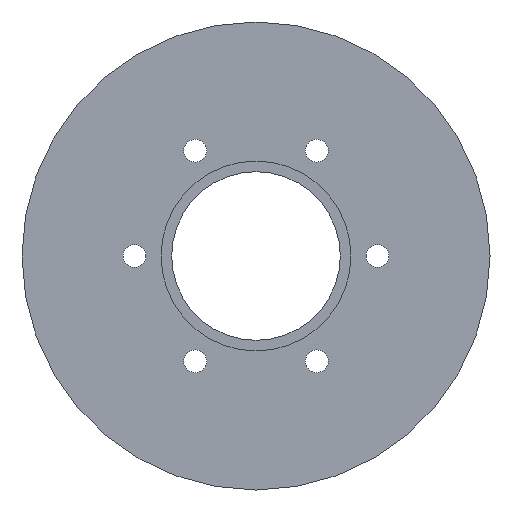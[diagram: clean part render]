
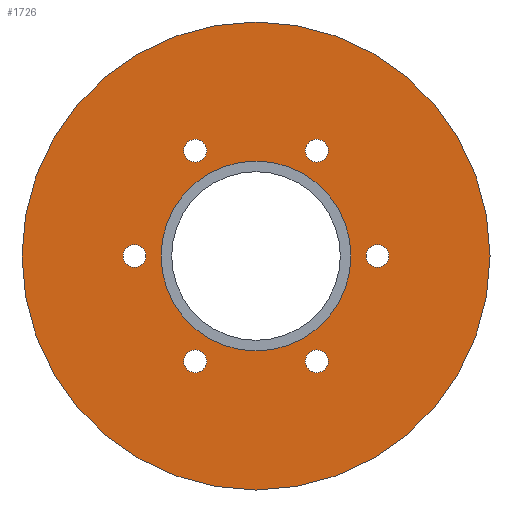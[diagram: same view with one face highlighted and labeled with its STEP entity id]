
A CAD part, front view. The second image highlights one B-rep face of the part: STEP entity #1726.
In plain terms, the highlighted planar face has unit normal (0, -1, 0).
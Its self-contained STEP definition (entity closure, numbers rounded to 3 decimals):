
#33=FACE_BOUND('',#248,.T.);
#34=FACE_BOUND('',#249,.T.);
#35=FACE_BOUND('',#250,.T.);
#36=FACE_BOUND('',#251,.T.);
#37=FACE_BOUND('',#252,.T.);
#38=FACE_BOUND('',#253,.T.);
#39=FACE_BOUND('',#254,.T.);
#43=PLANE('',#2017);
#136=FACE_OUTER_BOUND('',#247,.T.);
#247=EDGE_LOOP('',(#1537));
#248=EDGE_LOOP('',(#1538));
#249=EDGE_LOOP('',(#1539));
#250=EDGE_LOOP('',(#1540));
#251=EDGE_LOOP('',(#1541));
#252=EDGE_LOOP('',(#1542));
#253=EDGE_LOOP('',(#1543));
#254=EDGE_LOOP('',(#1544));
#584=CIRCLE('',#2000,30.8);
#586=CIRCLE('',#2003,12.5);
#587=CIRCLE('',#2006,1.5);
#588=CIRCLE('',#2008,1.5);
#589=CIRCLE('',#2010,1.5);
#590=CIRCLE('',#2012,1.5);
#591=CIRCLE('',#2014,1.5);
#592=CIRCLE('',#2016,1.5);
#762=VERTEX_POINT('',#3145);
#764=VERTEX_POINT('',#3150);
#765=VERTEX_POINT('',#3154);
#766=VERTEX_POINT('',#3157);
#767=VERTEX_POINT('',#3160);
#768=VERTEX_POINT('',#3163);
#769=VERTEX_POINT('',#3166);
#770=VERTEX_POINT('',#3169);
#1020=EDGE_CURVE('',#762,#762,#584,.T.);
#1022=EDGE_CURVE('',#764,#764,#586,.T.);
#1023=EDGE_CURVE('',#765,#765,#587,.T.);
#1024=EDGE_CURVE('',#766,#766,#588,.T.);
#1025=EDGE_CURVE('',#767,#767,#589,.T.);
#1026=EDGE_CURVE('',#768,#768,#590,.T.);
#1027=EDGE_CURVE('',#769,#769,#591,.T.);
#1028=EDGE_CURVE('',#770,#770,#592,.T.);
#1537=ORIENTED_EDGE('',*,*,#1020,.T.);
#1538=ORIENTED_EDGE('',*,*,#1022,.T.);
#1539=ORIENTED_EDGE('',*,*,#1023,.T.);
#1540=ORIENTED_EDGE('',*,*,#1024,.T.);
#1541=ORIENTED_EDGE('',*,*,#1025,.T.);
#1542=ORIENTED_EDGE('',*,*,#1026,.T.);
#1543=ORIENTED_EDGE('',*,*,#1027,.T.);
#1544=ORIENTED_EDGE('',*,*,#1028,.T.);
#1726=ADVANCED_FACE('',(#136,#33,#34,#35,#36,#37,#38,#39),#43,.F.);
#2000=AXIS2_PLACEMENT_3D('',#3146,#2606,#2607);
#2003=AXIS2_PLACEMENT_3D('',#3151,#2612,#2613);
#2006=AXIS2_PLACEMENT_3D('',#3155,#2618,#2619);
#2008=AXIS2_PLACEMENT_3D('',#3158,#2622,#2623);
#2010=AXIS2_PLACEMENT_3D('',#3161,#2626,#2627);
#2012=AXIS2_PLACEMENT_3D('',#3164,#2630,#2631);
#2014=AXIS2_PLACEMENT_3D('',#3167,#2634,#2635);
#2016=AXIS2_PLACEMENT_3D('',#3170,#2638,#2639);
#2017=AXIS2_PLACEMENT_3D('',#3171,#2640,#2641);
#2606=DIRECTION('center_axis',(0.,-1.,0.));
#2607=DIRECTION('ref_axis',(-1.,0.,0.));
#2612=DIRECTION('center_axis',(0.,1.,0.));
#2613=DIRECTION('ref_axis',(-1.,0.,0.));
#2618=DIRECTION('center_axis',(0.,1.,0.));
#2619=DIRECTION('ref_axis',(-0.5,0.,-0.866));
#2622=DIRECTION('center_axis',(0.,1.,0.));
#2623=DIRECTION('ref_axis',(0.5,0.,-0.866));
#2626=DIRECTION('center_axis',(0.,1.,0.));
#2627=DIRECTION('ref_axis',(1.,0.,0.));
#2630=DIRECTION('center_axis',(0.,1.,0.));
#2631=DIRECTION('ref_axis',(0.5,0.,0.866));
#2634=DIRECTION('center_axis',(0.,1.,0.));
#2635=DIRECTION('ref_axis',(-0.5,0.,0.866));
#2638=DIRECTION('center_axis',(0.,1.,0.));
#2639=DIRECTION('ref_axis',(-1.,0.,0.));
#2640=DIRECTION('center_axis',(0.,1.,0.));
#2641=DIRECTION('ref_axis',(0.,0.,1.));
#3145=CARTESIAN_POINT('',(30.8,-6.,0.));
#3146=CARTESIAN_POINT('Origin',(0.,-6.,0.));
#3150=CARTESIAN_POINT('',(12.5,-6.,0.));
#3151=CARTESIAN_POINT('Origin',(0.,-6.,0.));
#3154=CARTESIAN_POINT('',(8.75,-6.,15.155));
#3155=CARTESIAN_POINT('Origin',(8.,-6.,13.856));
#3157=CARTESIAN_POINT('',(-8.75,-6.,15.155));
#3158=CARTESIAN_POINT('Origin',(-8.,-6.,13.856));
#3160=CARTESIAN_POINT('',(-17.5,-6.,0.));
#3161=CARTESIAN_POINT('Origin',(-16.,-6.,0.));
#3163=CARTESIAN_POINT('',(-8.75,-6.,-15.155));
#3164=CARTESIAN_POINT('Origin',(-8.,-6.,-13.856));
#3166=CARTESIAN_POINT('',(8.75,-6.,-15.155));
#3167=CARTESIAN_POINT('Origin',(8.,-6.,-13.856));
#3169=CARTESIAN_POINT('',(17.5,-6.,0.));
#3170=CARTESIAN_POINT('Origin',(16.,-6.,0.));
#3171=CARTESIAN_POINT('Origin',(0.,-6.,0.));
